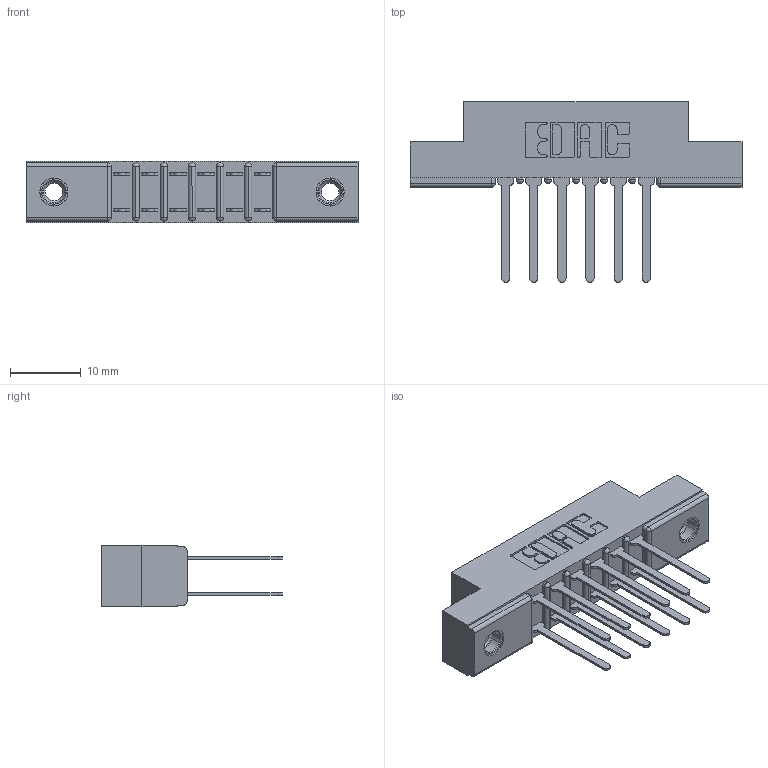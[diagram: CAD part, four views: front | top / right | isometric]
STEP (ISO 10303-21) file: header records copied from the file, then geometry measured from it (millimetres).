
FILE_DESCRIPTION (( 'STEP AP203' ), '1' );
FILE_NAME ('357-012-542-207.STEP', '2019-09-17T18:01:29', ( '' ), ( '' ), 'SwSTEP 2.0', 'SolidWorks 2016', '' );
FILE_SCHEMA (( 'CONFIG_CONTROL_DESIGN' ));
Length unit declared in the file: inch
Products named in the file (4): 307 Part_.156 Dia Mounting Holes; 307-290-001_542; 345-250-001_345-250-005-103; 357-012-542-207
Assembly tree (15 placements, depth 2):
  357-012-542-207
    307 Part_.156 Dia Mounting Holes
    307-290-001_542  x12
    345-250-001_345-250-005-103  x2
Bounding box: 46.79 x 25.43 x 8.71 mm (x, y, z)
Volume: 3094.5 mm3; surface area: 4924.6 mm2
Topology: 15 solids, 15 shells, 737 faces, 2019 edges, 1302 vertices
Faces by surface type: plane 474, cylinder 233, sphere 14, cone 12, torus 4
Entity records: 10927 total; most frequent: CARTESIAN_POINT 1781, DIRECTION 1769, ORIENTED_EDGE 1754, EDGE_CURVE 877, VECTOR 657, LINE 657, VERTEX_POINT 568, AXIS2_PLACEMENT_3D 556
